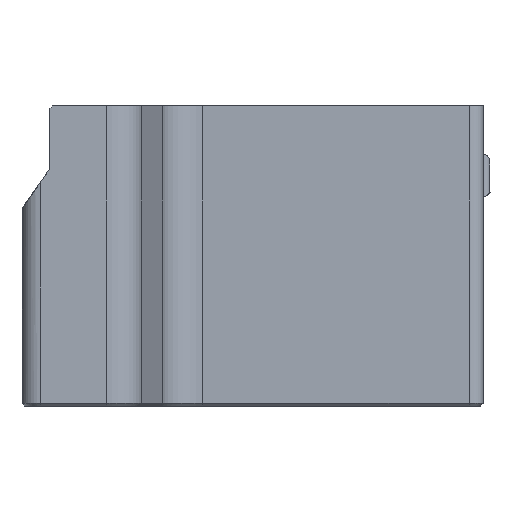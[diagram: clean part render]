
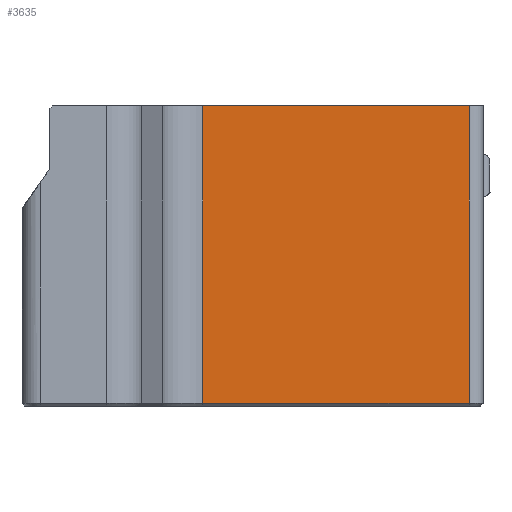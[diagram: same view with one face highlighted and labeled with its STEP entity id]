
A CAD part, left-side view. The second image highlights one B-rep face of the part: STEP entity #3635.
In plain terms, the highlighted planar face has unit normal (-1, 0, 0).
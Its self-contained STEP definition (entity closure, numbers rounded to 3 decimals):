
#164=PLANE('',#3955);
#325=FACE_OUTER_BOUND('',#527,.T.);
#527=EDGE_LOOP('',(#2846,#2847,#2848,#2849));
#723=LINE('',#5522,#1080);
#816=LINE('',#5794,#1173);
#818=LINE('',#5798,#1175);
#819=LINE('',#5799,#1176);
#1080=VECTOR('',#4413,10.);
#1173=VECTOR('',#4694,1.);
#1175=VECTOR('',#4698,5.9);
#1176=VECTOR('',#4699,10.);
#1607=VERTEX_POINT('',#5514);
#1609=VERTEX_POINT('',#5520);
#1693=VERTEX_POINT('',#5791);
#1695=VERTEX_POINT('',#5797);
#1992=EDGE_CURVE('',#1607,#1609,#723,.T.);
#2127=EDGE_CURVE('',#1607,#1693,#816,.T.);
#2129=EDGE_CURVE('',#1695,#1609,#818,.T.);
#2130=EDGE_CURVE('',#1693,#1695,#819,.T.);
#2846=ORIENTED_EDGE('',*,*,#2129,.T.);
#2847=ORIENTED_EDGE('',*,*,#1992,.F.);
#2848=ORIENTED_EDGE('',*,*,#2127,.T.);
#2849=ORIENTED_EDGE('',*,*,#2130,.T.);
#3635=ADVANCED_FACE('',(#325),#164,.T.);
#3955=AXIS2_PLACEMENT_3D('',#5796,#4696,#4697);
#4413=DIRECTION('',(0.,1.,0.));
#4694=DIRECTION('',(0.,0.,1.));
#4696=DIRECTION('center_axis',(-1.,0.,0.));
#4697=DIRECTION('ref_axis',(0.,1.,0.));
#4698=DIRECTION('',(0.,0.,-1.));
#4699=DIRECTION('',(0.,1.,0.));
#5514=CARTESIAN_POINT('',(-148.223,-252.976,-367.27));
#5520=CARTESIAN_POINT('',(-148.223,-214.873,-367.27));
#5522=CARTESIAN_POINT('',(-148.223,-236.582,-367.27));
#5791=CARTESIAN_POINT('',(-148.223,-252.976,-324.67));
#5794=CARTESIAN_POINT('',(-148.223,-252.976,-345.67));
#5796=CARTESIAN_POINT('Origin',(-148.223,-252.976,-368.67));
#5797=CARTESIAN_POINT('',(-148.223,-214.873,-324.67));
#5798=CARTESIAN_POINT('',(-148.223,-214.873,-368.67));
#5799=CARTESIAN_POINT('',(-148.223,-223.476,-324.67));
